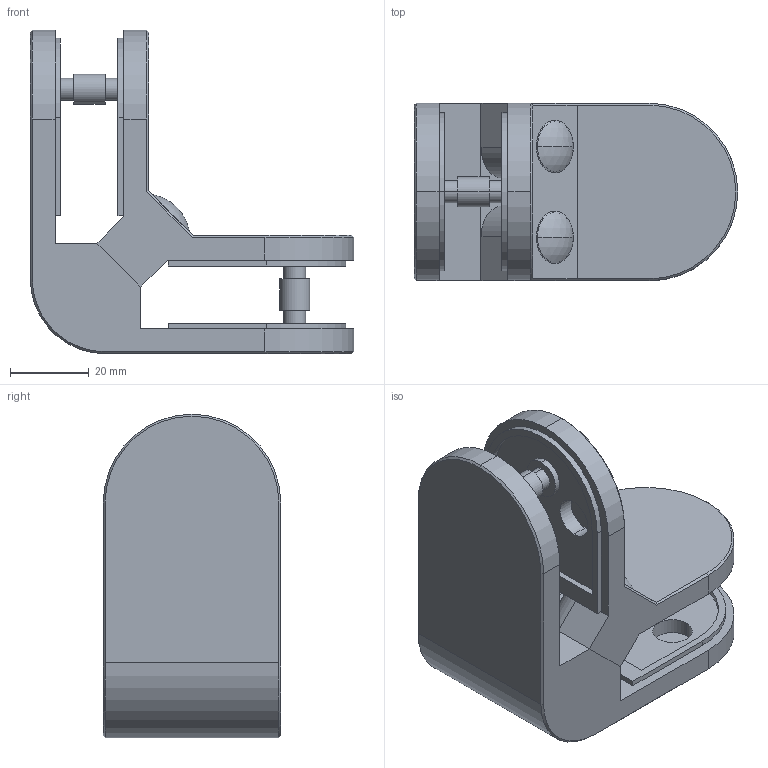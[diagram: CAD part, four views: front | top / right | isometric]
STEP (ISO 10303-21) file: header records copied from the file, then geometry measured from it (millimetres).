
FILE_DESCRIPTION (( 'STEP AP203' ), '1' );
FILE_NAME ('23-V2A-90.step', '2020-11-27T10:02:03', ( '' ), ( '' ), 'SwSTEP 2.0', 'SolidWorks 2018', '' );
FILE_SCHEMA (( 'CONFIG_CONTROL_DESIGN' ));
Length unit declared in the file: millimetre
Products named in the file (18): 23-STIFT Teil1; 23-Kappe; 23-STIFT Teil2; 23-XXX-90 Teil1; 23-V2A-90; socket countersunk head screw_din; 23-STIFT_23-STIFT; 23-XXX-90 Teil2; 23-STIFT Teil1_23-Stift; socket countersunk head screw_din_DIN 7991 - M6 x 25 --- 25S; 23-XXX-90 Teil2_23-V2A-90; 23-XXX-90 Teil1_23-V2A-90; 23-STIFT Teil2_23-STIFT Teil2
Assembly tree (10 placements, depth 3):
  23-STIFT Teil1
  23-Kappe
  23-STIFT Teil2
  23-STIFT Teil1
  23-XXX-90 Teil1
Bounding box: 82 x 45 x 82 mm (x, y, z)
Volume: 91352.6 mm3; surface area: 35375.8 mm2
Topology: 10 solids, 10 shells, 1153 faces, 2970 edges, 1922 vertices
Faces by surface type: plane 492, bspline 258, cone 210, cylinder 185, torus 4, sphere 4
Entity records: 33928 total; most frequent: CARTESIAN_POINT 14241, ORIENTED_EDGE 3968, DIRECTION 3286, EDGE_CURVE 1984, VERTEX_POINT 1290, LINE 1216, VECTOR 1216, AXIS2_PLACEMENT_3D 1035
